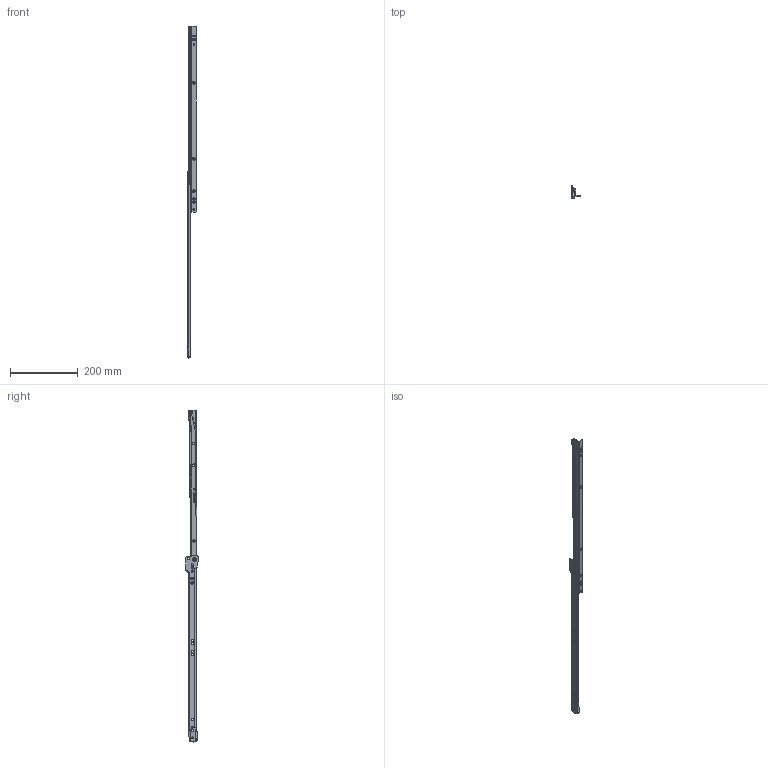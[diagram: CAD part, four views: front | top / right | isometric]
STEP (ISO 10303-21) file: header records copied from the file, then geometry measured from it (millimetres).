
FILE_DESCRIPTION (( 'STEP AP214' ), '1' );
FILE_NAME ('FR_2021.0550mm_22inch_open_left.STEP', '2022-11-15T07:50:33', ( '' ), ( '' ), 'SwSTEP 2.0', 'SolidWorks 2020', '' );
FILE_SCHEMA (( 'AUTOMOTIVE_DESIGN' ));
Length unit declared in the file: millimetre
Products named in the file (5): FR_2021.0550mm_22inch_open_left; 2021.XXX-03.W152_NL 550 li ge; 2021.550-01.W007.li_Topf Standard; 2021.550-01.W007.li_NL 550; 2021.XXX-03.W152.li_NL 550
Assembly tree (4 placements, depth 3):
  FR_2021.0550mm_22inch_open_left
    2021.550-01.W007.li_NL 550
      2021.550-01.W007.li_Topf Standard
    2021.XXX-03.W152.li_NL 550
      2021.XXX-03.W152_NL 550 li ge
Bounding box: 25.5 x 36.4 x 980.8 mm (x, y, z)
Volume: 55053 mm3; surface area: 89370.5 mm2
Topology: 2 solids, 2 shells, 873 faces, 2096 edges, 1330 vertices
Faces by surface type: cylinder 392, plane 355, cone 56, bspline 45, torus 19, sphere 6
Entity records: 29098 total; most frequent: CARTESIAN_POINT 6794, DIRECTION 4478, ORIENTED_EDGE 4190, EDGE_CURVE 2095, AXIS2_PLACEMENT_3D 1678, VERTEX_POINT 1330, LINE 1122, VECTOR 1122
